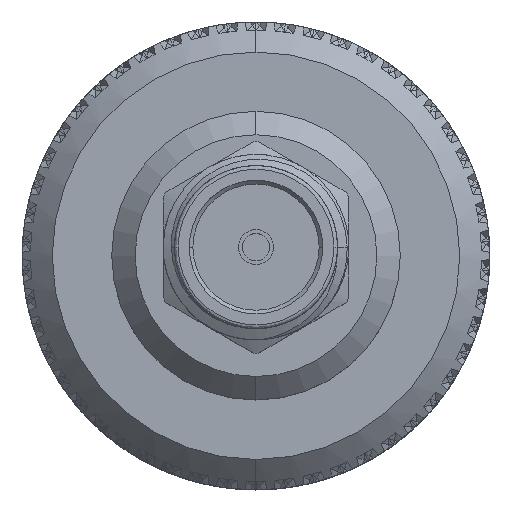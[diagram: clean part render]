
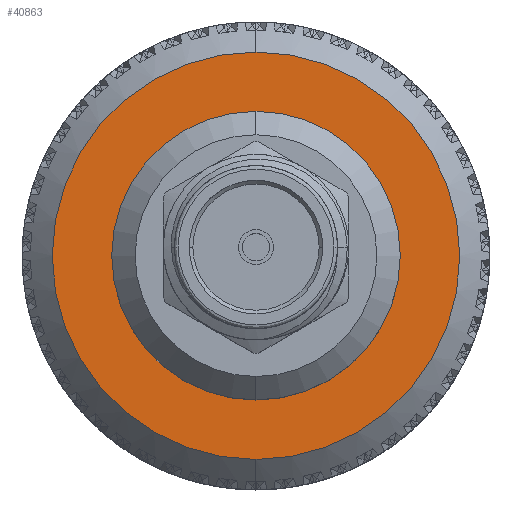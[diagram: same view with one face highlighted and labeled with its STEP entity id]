
A CAD part, top view. The second image highlights one B-rep face of the part: STEP entity #40863.
In plain terms, the highlighted face is planar.
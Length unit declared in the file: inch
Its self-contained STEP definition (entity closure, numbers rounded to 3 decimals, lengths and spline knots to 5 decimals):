
#477 = AXIS2_PLACEMENT_3D ( 'NONE', #30629, #67549, #61267 ) ;
#1545 = CARTESIAN_POINT ( 'NONE',  ( 0.73971, 0.27445, 0. ) ) ;
#2201 = DIRECTION ( 'NONE',  ( 0., 1., 0. ) ) ;
#2540 = PLANE ( 'NONE',  #86830 ) ;
#3899 = VERTEX_POINT ( 'NONE', #97473 ) ;
#4418 = FACE_OUTER_BOUND ( 'NONE', #96334, .T. ) ;
#6506 = CARTESIAN_POINT ( 'NONE',  ( 0.73971, 0., 0. ) ) ;
#26819 = FACE_BOUND ( 'NONE', #84340, .T. ) ;
#27425 = AXIS2_PLACEMENT_3D ( 'NONE', #6506, #36779, #44472 ) ;
#27765 = EDGE_CURVE ( 'NONE', #77488, #3899, #28077, .T. ) ;
#28077 = CIRCLE ( 'NONE', #27425, 0.27445 ) ;
#29892 = EDGE_CURVE ( 'NONE', #46797, #30803, #48021, .T. ) ;
#30629 = CARTESIAN_POINT ( 'NONE',  ( 0.73971, 0., 0. ) ) ;
#30803 = VERTEX_POINT ( 'NONE', #86732 ) ;
#35260 = ORIENTED_EDGE ( 'NONE', *, *, #27765, .T. ) ;
#36779 = DIRECTION ( 'NONE',  ( 1., 0., 0. ) ) ;
#39034 = DIRECTION ( 'NONE',  ( 0., 1., 0. ) ) ;
#40863 = ADVANCED_FACE ( 'NONE', ( #4418, #26819 ), #2540, .T. ) ;
#43726 = CIRCLE ( 'NONE', #59340, 0.19438 ) ;
#44472 = DIRECTION ( 'NONE',  ( 0., 1., 0. ) ) ;
#46797 = VERTEX_POINT ( 'NONE', #67405 ) ;
#47219 = ORIENTED_EDGE ( 'NONE', *, *, #78773, .T. ) ;
#48021 = CIRCLE ( 'NONE', #61775, 0.19438 ) ;
#50136 = EDGE_CURVE ( 'NONE', #30803, #46797, #43726, .T. ) ;
#58884 = DIRECTION ( 'NONE',  ( 1., 0., 0. ) ) ;
#59340 = AXIS2_PLACEMENT_3D ( 'NONE', #91839, #70314, #39034 ) ;
#61267 = DIRECTION ( 'NONE',  ( 0., 1., 0. ) ) ;
#61775 = AXIS2_PLACEMENT_3D ( 'NONE', #67407, #58884, #88991 ) ;
#67405 = CARTESIAN_POINT ( 'NONE',  ( 0.73971, 0.19438, 0. ) ) ;
#67407 = CARTESIAN_POINT ( 'NONE',  ( 0.73971, 0., 0. ) ) ;
#67549 = DIRECTION ( 'NONE',  ( 1., 0., 0. ) ) ;
#70314 = DIRECTION ( 'NONE',  ( 1., 0., 0. ) ) ;
#70378 = DIRECTION ( 'NONE',  ( 1., 0., 0. ) ) ;
#76255 = ORIENTED_EDGE ( 'NONE', *, *, #29892, .F. ) ;
#77488 = VERTEX_POINT ( 'NONE', #95816 ) ;
#78773 = EDGE_CURVE ( 'NONE', #3899, #77488, #88625, .T. ) ;
#84340 = EDGE_LOOP ( 'NONE', ( #76255, #85897 ) ) ;
#85897 = ORIENTED_EDGE ( 'NONE', *, *, #50136, .F. ) ;
#86732 = CARTESIAN_POINT ( 'NONE',  ( 0.73971, -0.19438, 0. ) ) ;
#86830 = AXIS2_PLACEMENT_3D ( 'NONE', #1545, #70378, #2201 ) ;
#88625 = CIRCLE ( 'NONE', #477, 0.27445 ) ;
#88991 = DIRECTION ( 'NONE',  ( 0., 1., 0. ) ) ;
#91839 = CARTESIAN_POINT ( 'NONE',  ( 0.73971, 0., 0. ) ) ;
#95816 = CARTESIAN_POINT ( 'NONE',  ( 0.73971, -0.27445, 0. ) ) ;
#96334 = EDGE_LOOP ( 'NONE', ( #35260, #47219 ) ) ;
#97473 = CARTESIAN_POINT ( 'NONE',  ( 0.73971, 0.27445, 0. ) ) ;
